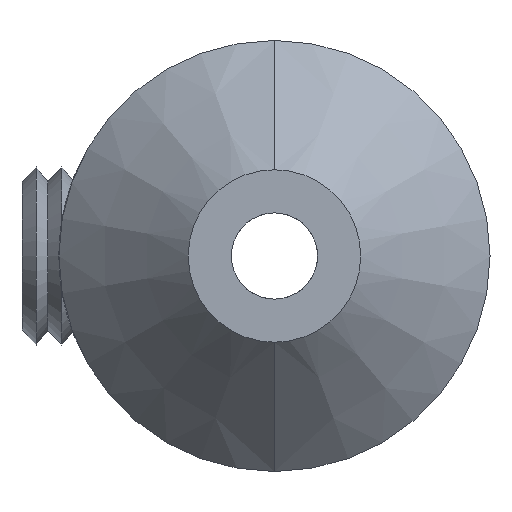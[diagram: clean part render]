
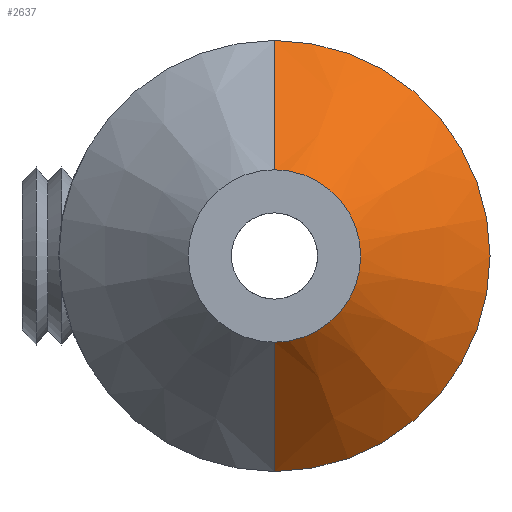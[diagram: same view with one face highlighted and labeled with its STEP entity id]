
A CAD part, left-side view. The second image highlights one B-rep face of the part: STEP entity #2637.
In plain terms, the highlighted conical face has half-angle 45 degrees and reference radius 3.175 mm.
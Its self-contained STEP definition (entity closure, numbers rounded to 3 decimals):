
#21 = DIRECTION ( 'NONE',  ( 1., 0., 0. ) ) ;
#116 = CIRCLE ( 'NONE', #2499, 1.27 ) ;
#239 = EDGE_CURVE ( 'NONE', #682, #2049, #789, .T. ) ;
#294 = ORIENTED_EDGE ( 'NONE', *, *, #239, .T. ) ;
#321 = CARTESIAN_POINT ( 'NONE',  ( -15.875, 0., -3.175 ) ) ;
#362 = ORIENTED_EDGE ( 'NONE', *, *, #725, .F. ) ;
#546 = AXIS2_PLACEMENT_3D ( 'NONE', #1157, #2828, #914 ) ;
#591 = CARTESIAN_POINT ( 'NONE',  ( -17.78, 0., 0. ) ) ;
#604 = ORIENTED_EDGE ( 'NONE', *, *, #1778, .F. ) ;
#682 = VERTEX_POINT ( 'NONE', #1955 ) ;
#725 = EDGE_CURVE ( 'NONE', #1498, #2049, #1543, .T. ) ;
#774 = VECTOR ( 'NONE', #2869, 1000. ) ;
#789 = LINE ( 'NONE', #321, #1436 ) ;
#849 = DIRECTION ( 'NONE',  ( 0., 0., -1. ) ) ;
#914 = DIRECTION ( 'NONE',  ( 0., 0., -1. ) ) ;
#1157 = CARTESIAN_POINT ( 'NONE',  ( -15.875, 0., 0. ) ) ;
#1420 = LINE ( 'NONE', #1671, #774 ) ;
#1436 = VECTOR ( 'NONE', #2456, 1000. ) ;
#1456 = CARTESIAN_POINT ( 'NONE',  ( -15.875, 0., 3.175 ) ) ;
#1490 = AXIS2_PLACEMENT_3D ( 'NONE', #1508, #21, #1746 ) ;
#1498 = VERTEX_POINT ( 'NONE', #1456 ) ;
#1508 = CARTESIAN_POINT ( 'NONE',  ( -15.875, 0., 0. ) ) ;
#1543 = CIRCLE ( 'NONE', #1490, 3.175 ) ;
#1554 = EDGE_LOOP ( 'NONE', ( #604, #1645, #294, #362 ) ) ;
#1579 = VERTEX_POINT ( 'NONE', #2312 ) ;
#1645 = ORIENTED_EDGE ( 'NONE', *, *, #2838, .T. ) ;
#1671 = CARTESIAN_POINT ( 'NONE',  ( -15.875, 0., 3.175 ) ) ;
#1746 = DIRECTION ( 'NONE',  ( 0., 0., -1. ) ) ;
#1778 = EDGE_CURVE ( 'NONE', #1579, #1498, #1420, .T. ) ;
#1955 = CARTESIAN_POINT ( 'NONE',  ( -17.78, 0., -1.27 ) ) ;
#2049 = VERTEX_POINT ( 'NONE', #2084 ) ;
#2084 = CARTESIAN_POINT ( 'NONE',  ( -15.875, 0., -3.175 ) ) ;
#2295 = DIRECTION ( 'NONE',  ( 1., 0., 0. ) ) ;
#2312 = CARTESIAN_POINT ( 'NONE',  ( -17.78, 0., 1.27 ) ) ;
#2456 = DIRECTION ( 'NONE',  ( 0.707, 0., -0.707 ) ) ;
#2499 = AXIS2_PLACEMENT_3D ( 'NONE', #591, #2295, #849 ) ;
#2637 = ADVANCED_FACE ( 'NONE', ( #2732 ), #2655, .T. ) ;
#2655 = CONICAL_SURFACE ( 'NONE', #546, 3.175, 0.785 ) ;
#2732 = FACE_OUTER_BOUND ( 'NONE', #1554, .T. ) ;
#2828 = DIRECTION ( 'NONE',  ( 1., 0., 0. ) ) ;
#2838 = EDGE_CURVE ( 'NONE', #1579, #682, #116, .T. ) ;
#2869 = DIRECTION ( 'NONE',  ( 0.707, 0., 0.707 ) ) ;
